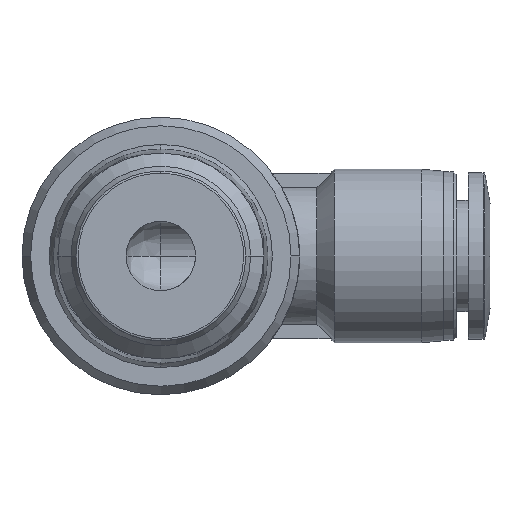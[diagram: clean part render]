
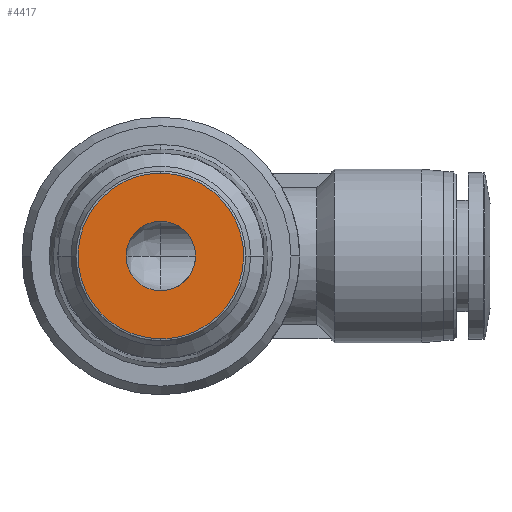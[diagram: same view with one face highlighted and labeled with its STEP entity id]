
A CAD part, front view. The second image highlights one B-rep face of the part: STEP entity #4417.
In plain terms, the highlighted planar face has unit normal (0, -1, 0).
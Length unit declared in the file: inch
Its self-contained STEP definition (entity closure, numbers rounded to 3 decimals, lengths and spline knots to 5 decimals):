
#375 = CARTESIAN_POINT ( 'NONE',  ( 0., 0., -0.32883 ) ) ;
#1432 = DIRECTION ( 'NONE',  ( 0., 1., 0. ) ) ;
#1702 = ORIENTED_EDGE ( 'NONE', *, *, #3299, .T. ) ;
#1874 = CARTESIAN_POINT ( 'NONE',  ( 0., 0., 0.32883 ) ) ;
#3299 = EDGE_CURVE ( 'NONE', #19251, #18199, #16435, .T. ) ;
#4417 = ADVANCED_FACE ( 'NONE', ( #22866, #11538 ), #5900, .T. ) ;
#4509 = AXIS2_PLACEMENT_3D ( 'NONE', #22433, #9675, #24578 ) ;
#4704 = CARTESIAN_POINT ( 'NONE',  ( 0., 0., 0.32883 ) ) ;
#5900 = PLANE ( 'NONE',  #10839 ) ;
#5985 = DIRECTION ( 'NONE',  ( 0., -1., 0. ) ) ;
#7720 = AXIS2_PLACEMENT_3D ( 'NONE', #14272, #1432, #16394 ) ;
#8418 =( BOUNDED_CURVE ( )  B_SPLINE_CURVE ( 3, ( #375, #13204, #17479, #4704 ),
 .UNSPECIFIED., .F., .F. ) 
 B_SPLINE_CURVE_WITH_KNOTS ( ( 4, 4 ),
 ( 0.75, 1.25 ),
 .UNSPECIFIED. ) 
 CURVE ( )  GEOMETRIC_REPRESENTATION_ITEM ( )  RATIONAL_B_SPLINE_CURVE ( ( 1., 0.333, 0.333, 1. ) ) 
 REPRESENTATION_ITEM ( '' )  );
#9408 = EDGE_CURVE ( 'NONE', #18199, #19251, #25754, .T. ) ;
#9675 = DIRECTION ( 'NONE',  ( 0., 1., 0. ) ) ;
#9719 = VERTEX_POINT ( 'NONE', #24207 ) ;
#10465 =( BOUNDED_CURVE ( )  B_SPLINE_CURVE ( 3, ( #1874, #14685, #10510, #25368 ),
 .UNSPECIFIED., .F., .F. ) 
 B_SPLINE_CURVE_WITH_KNOTS ( ( 4, 4 ),
 ( 0.25, 0.75 ),
 .UNSPECIFIED. ) 
 CURVE ( )  GEOMETRIC_REPRESENTATION_ITEM ( )  RATIONAL_B_SPLINE_CURVE ( ( 1., 0.333, 0.333, 1. ) ) 
 REPRESENTATION_ITEM ( '' )  );
#10510 = CARTESIAN_POINT ( 'NONE',  ( 0.65765, 0., -0.32883 ) ) ;
#10839 = AXIS2_PLACEMENT_3D ( 'NONE', #18775, #5985, #20882 ) ;
#11538 = FACE_OUTER_BOUND ( 'NONE', #21633, .T. ) ;
#13204 = CARTESIAN_POINT ( 'NONE',  ( -0.65765, 0., -0.32883 ) ) ;
#13311 = ORIENTED_EDGE ( 'NONE', *, *, #16768, .F. ) ;
#14272 = CARTESIAN_POINT ( 'NONE',  ( 0., 0., 0. ) ) ;
#14685 = CARTESIAN_POINT ( 'NONE',  ( 0.65765, 0., 0.32883 ) ) ;
#16332 = EDGE_LOOP ( 'NONE', ( #1702, #19348 ) ) ;
#16394 = DIRECTION ( 'NONE',  ( -1., 0., 0. ) ) ;
#16413 = ORIENTED_EDGE ( 'NONE', *, *, #16927, .F. ) ;
#16435 = CIRCLE ( 'NONE', #4509, 0.1378 ) ;
#16652 = CARTESIAN_POINT ( 'NONE',  ( -0.1378, 0., 0. ) ) ;
#16768 = EDGE_CURVE ( 'NONE', #19075, #9719, #10465, .T. ) ;
#16927 = EDGE_CURVE ( 'NONE', #9719, #19075, #8418, .T. ) ;
#17479 = CARTESIAN_POINT ( 'NONE',  ( -0.65765, 0., 0.32883 ) ) ;
#18199 = VERTEX_POINT ( 'NONE', #27265 ) ;
#18775 = CARTESIAN_POINT ( 'NONE',  ( -0.16441, 0., 0. ) ) ;
#19075 = VERTEX_POINT ( 'NONE', #26622 ) ;
#19251 = VERTEX_POINT ( 'NONE', #16652 ) ;
#19348 = ORIENTED_EDGE ( 'NONE', *, *, #9408, .T. ) ;
#20882 = DIRECTION ( 'NONE',  ( 0., 0., -1. ) ) ;
#21633 = EDGE_LOOP ( 'NONE', ( #13311, #16413 ) ) ;
#22433 = CARTESIAN_POINT ( 'NONE',  ( 0., 0., 0. ) ) ;
#22866 = FACE_BOUND ( 'NONE', #16332, .T. ) ;
#24207 = CARTESIAN_POINT ( 'NONE',  ( 0., 0., -0.32883 ) ) ;
#24578 = DIRECTION ( 'NONE',  ( -1., 0., 0. ) ) ;
#25368 = CARTESIAN_POINT ( 'NONE',  ( 0., 0., -0.32883 ) ) ;
#25754 = CIRCLE ( 'NONE', #7720, 0.1378 ) ;
#26622 = CARTESIAN_POINT ( 'NONE',  ( 0., 0., 0.32883 ) ) ;
#27265 = CARTESIAN_POINT ( 'NONE',  ( 0.1378, 0., 0. ) ) ;
